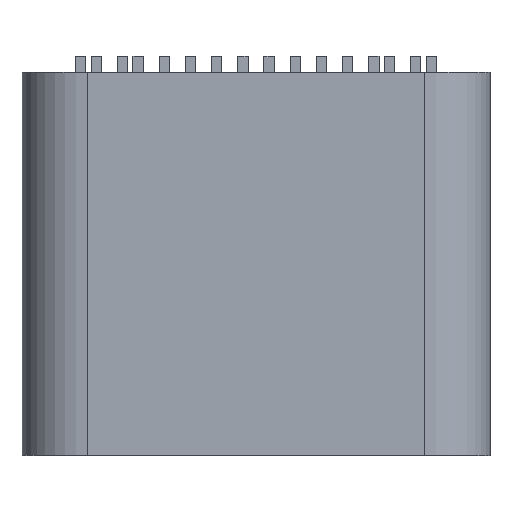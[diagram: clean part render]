
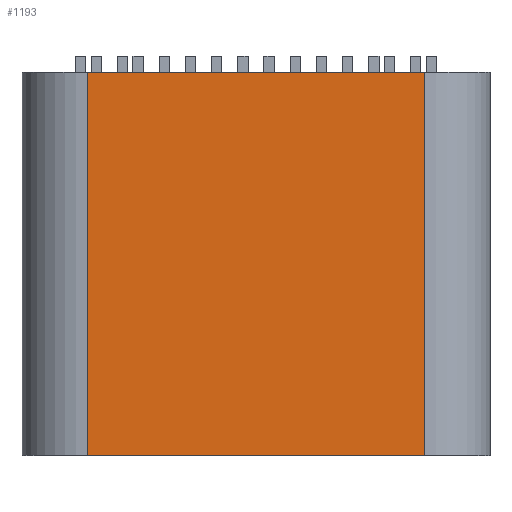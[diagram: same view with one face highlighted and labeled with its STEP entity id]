
A CAD part, top view. The second image highlights one B-rep face of the part: STEP entity #1193.
In plain terms, the highlighted planar face has unit normal (0, 0, 1).
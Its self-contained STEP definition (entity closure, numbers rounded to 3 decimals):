
#826 = VERTEX_POINT('',#827);
#827 = CARTESIAN_POINT('',(3.22,2.49,3.25));
#834 = EDGE_CURVE('',#835,#826,#837,.T.);
#835 = VERTEX_POINT('',#836);
#836 = CARTESIAN_POINT('',(-3.22,2.49,3.25));
#837 = LINE('',#838,#839);
#838 = CARTESIAN_POINT('',(-4.47,2.49,3.25));
#839 = VECTOR('',#840,1.);
#840 = DIRECTION('',(1.,0.,0.));
#858 = VERTEX_POINT('',#859);
#859 = CARTESIAN_POINT('',(-3.22,-4.83,3.25));
#866 = EDGE_CURVE('',#835,#858,#867,.T.);
#867 = LINE('',#868,#869);
#868 = CARTESIAN_POINT('',(-3.22,2.49,3.25));
#869 = VECTOR('',#870,1.);
#870 = DIRECTION('',(0.,-1.,0.));
#918 = VERTEX_POINT('',#919);
#919 = CARTESIAN_POINT('',(3.22,-4.83,3.25));
#926 = EDGE_CURVE('',#858,#918,#927,.T.);
#927 = LINE('',#928,#929);
#928 = CARTESIAN_POINT('',(-4.47,-4.83,3.25));
#929 = VECTOR('',#930,1.);
#930 = DIRECTION('',(1.,0.,0.));
#1193 = ADVANCED_FACE('',(#1194),#1205,.T.);
#1194 = FACE_BOUND('',#1195,.T.);
#1195 = EDGE_LOOP('',(#1196,#1202,#1203,#1204));
#1196 = ORIENTED_EDGE('',*,*,#1197,.F.);
#1197 = EDGE_CURVE('',#826,#918,#1198,.T.);
#1198 = LINE('',#1199,#1200);
#1199 = CARTESIAN_POINT('',(3.22,2.49,3.25));
#1200 = VECTOR('',#1201,1.);
#1201 = DIRECTION('',(0.,-1.,0.));
#1202 = ORIENTED_EDGE('',*,*,#834,.F.);
#1203 = ORIENTED_EDGE('',*,*,#866,.T.);
#1204 = ORIENTED_EDGE('',*,*,#926,.T.);
#1205 = PLANE('',#1206);
#1206 = AXIS2_PLACEMENT_3D('',#1207,#1208,#1209);
#1207 = CARTESIAN_POINT('',(-4.47,2.49,3.25));
#1208 = DIRECTION('',(0.,0.,1.));
#1209 = DIRECTION('',(0.,-1.,0.));
